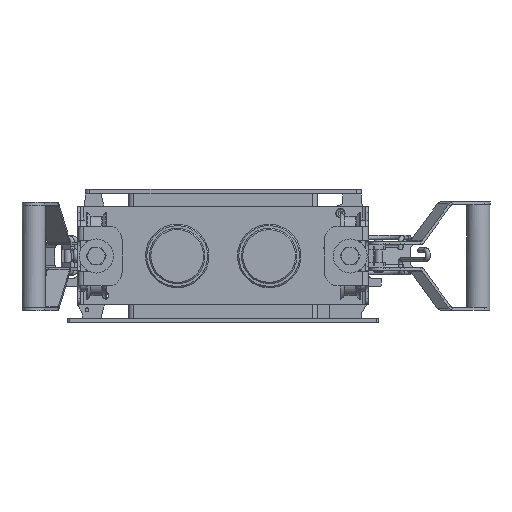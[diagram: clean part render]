
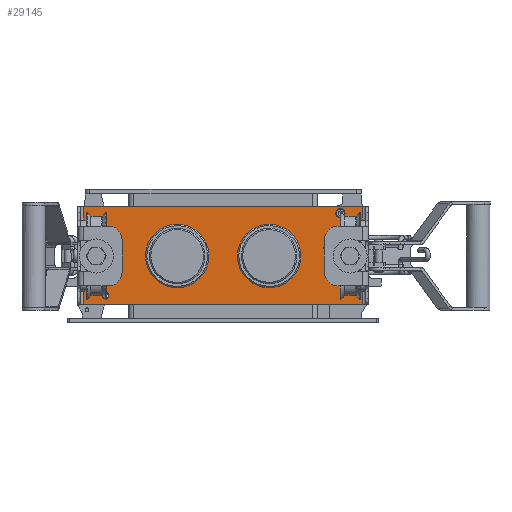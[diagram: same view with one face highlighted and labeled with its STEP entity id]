
A CAD part, front view. The second image highlights one B-rep face of the part: STEP entity #29145.
In plain terms, the highlighted planar face has unit normal (0, -1, 0).
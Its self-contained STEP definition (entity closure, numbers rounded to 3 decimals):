
#465=LINE('',#43527,#2265);
#471=LINE('',#43540,#2271);
#479=LINE('',#43557,#2279);
#487=LINE('',#43574,#2287);
#805=LINE('',#45127,#2605);
#806=LINE('',#45128,#2606);
#807=LINE('',#45132,#2607);
#808=LINE('',#45133,#2608);
#809=LINE('',#45135,#2609);
#810=LINE('',#45137,#2610);
#2265=VECTOR('',#34824,10.);
#2271=VECTOR('',#34832,10.);
#2279=VECTOR('',#34842,10.);
#2287=VECTOR('',#34852,10.);
#2605=VECTOR('',#36212,10.);
#2606=VECTOR('',#36213,10.);
#2607=VECTOR('',#36216,10.);
#2608=VECTOR('',#36217,10.);
#2609=VECTOR('',#36218,10.);
#2610=VECTOR('',#36219,10.);
#4237=PLANE('',#31509);
#5982=FACE_BOUND('',#9327,.T.);
#5983=FACE_BOUND('',#9328,.T.);
#5984=FACE_BOUND('',#9329,.T.);
#5985=FACE_BOUND('',#9330,.T.);
#5986=FACE_BOUND('',#9331,.T.);
#5987=FACE_BOUND('',#9332,.T.);
#7190=FACE_OUTER_BOUND('',#9326,.T.);
#9326=EDGE_LOOP('',(#20911,#20912,#20913,#20914,#20915,#20916,#20917,#20918,
#20919,#20920,#20921,#20922));
#9327=EDGE_LOOP('',(#20923));
#9328=EDGE_LOOP('',(#20924));
#9329=EDGE_LOOP('',(#20925));
#9330=EDGE_LOOP('',(#20926));
#9331=EDGE_LOOP('',(#20927));
#9332=EDGE_LOOP('',(#20928));
#11847=CIRCLE('',#31323,5.);
#11858=CIRCLE('',#31352,3.4);
#11952=CIRCLE('',#31510,17.);
#11953=CIRCLE('',#31511,17.);
#11954=CIRCLE('',#31512,34.5);
#11955=CIRCLE('',#31513,34.5);
#11956=CIRCLE('',#31514,3.4);
#11957=CIRCLE('',#31515,5.);
#13254=VERTEX_POINT('',#43525);
#13255=VERTEX_POINT('',#43526);
#13260=VERTEX_POINT('',#43538);
#13261=VERTEX_POINT('',#43539);
#13268=VERTEX_POINT('',#43555);
#13269=VERTEX_POINT('',#43556);
#13276=VERTEX_POINT('',#43572);
#13277=VERTEX_POINT('',#43573);
#13582=VERTEX_POINT('',#44534);
#13599=VERTEX_POINT('',#44604);
#13777=VERTEX_POINT('',#45129);
#13778=VERTEX_POINT('',#45131);
#13779=VERTEX_POINT('',#45134);
#13780=VERTEX_POINT('',#45136);
#13781=VERTEX_POINT('',#45139);
#13782=VERTEX_POINT('',#45141);
#13783=VERTEX_POINT('',#45143);
#13784=VERTEX_POINT('',#45145);
#15941=EDGE_CURVE('',#13254,#13255,#465,.T.);
#15947=EDGE_CURVE('',#13260,#13261,#471,.T.);
#15955=EDGE_CURVE('',#13268,#13269,#479,.T.);
#15963=EDGE_CURVE('',#13276,#13277,#487,.T.);
#16352=EDGE_CURVE('',#13582,#13582,#11847,.T.);
#16375=EDGE_CURVE('',#13599,#13599,#11858,.T.);
#16585=EDGE_CURVE('',#13255,#13260,#805,.T.);
#16586=EDGE_CURVE('',#13261,#13277,#806,.T.);
#16587=EDGE_CURVE('',#13777,#13276,#11952,.T.);
#16588=EDGE_CURVE('',#13778,#13777,#807,.T.);
#16589=EDGE_CURVE('',#13778,#13269,#808,.T.);
#16590=EDGE_CURVE('',#13268,#13779,#809,.T.);
#16591=EDGE_CURVE('',#13779,#13780,#810,.T.);
#16592=EDGE_CURVE('',#13780,#13254,#11953,.T.);
#16593=EDGE_CURVE('',#13781,#13781,#11954,.T.);
#16594=EDGE_CURVE('',#13782,#13782,#11955,.T.);
#16595=EDGE_CURVE('',#13783,#13783,#11956,.T.);
#16596=EDGE_CURVE('',#13784,#13784,#11957,.T.);
#20911=ORIENTED_EDGE('',*,*,#15941,.T.);
#20912=ORIENTED_EDGE('',*,*,#16585,.T.);
#20913=ORIENTED_EDGE('',*,*,#15947,.T.);
#20914=ORIENTED_EDGE('',*,*,#16586,.T.);
#20915=ORIENTED_EDGE('',*,*,#15963,.F.);
#20916=ORIENTED_EDGE('',*,*,#16587,.F.);
#20917=ORIENTED_EDGE('',*,*,#16588,.F.);
#20918=ORIENTED_EDGE('',*,*,#16589,.T.);
#20919=ORIENTED_EDGE('',*,*,#15955,.F.);
#20920=ORIENTED_EDGE('',*,*,#16590,.T.);
#20921=ORIENTED_EDGE('',*,*,#16591,.T.);
#20922=ORIENTED_EDGE('',*,*,#16592,.T.);
#20923=ORIENTED_EDGE('',*,*,#16593,.F.);
#20924=ORIENTED_EDGE('',*,*,#16594,.F.);
#20925=ORIENTED_EDGE('',*,*,#16595,.F.);
#20926=ORIENTED_EDGE('',*,*,#16375,.F.);
#20927=ORIENTED_EDGE('',*,*,#16596,.T.);
#20928=ORIENTED_EDGE('',*,*,#16352,.T.);
#29145=ADVANCED_FACE('',(#7190,#5982,#5983,#5984,#5985,#5986,#5987),#4237,
 .T.);
#31323=AXIS2_PLACEMENT_3D('',#44535,#35718,#35719);
#31352=AXIS2_PLACEMENT_3D('',#44605,#35782,#35783);
#31509=AXIS2_PLACEMENT_3D('',#45126,#36210,#36211);
#31510=AXIS2_PLACEMENT_3D('',#45130,#36214,#36215);
#31511=AXIS2_PLACEMENT_3D('',#45138,#36220,#36221);
#31512=AXIS2_PLACEMENT_3D('',#45140,#36222,#36223);
#31513=AXIS2_PLACEMENT_3D('',#45142,#36224,#36225);
#31514=AXIS2_PLACEMENT_3D('',#45144,#36226,#36227);
#31515=AXIS2_PLACEMENT_3D('',#45146,#36228,#36229);
#34824=DIRECTION('',(-1.,0.,0.));
#34832=DIRECTION('',(1.,0.,0.));
#34842=DIRECTION('',(1.,0.,0.));
#34852=DIRECTION('',(1.,0.,0.));
#35718=DIRECTION('center_axis',(0.,1.,0.));
#35719=DIRECTION('ref_axis',(-1.,0.,0.));
#35782=DIRECTION('center_axis',(0.,-1.,0.));
#35783=DIRECTION('ref_axis',(1.,0.,0.));
#36210=DIRECTION('center_axis',(0.,-1.,0.));
#36211=DIRECTION('ref_axis',(1.,0.,0.));
#36212=DIRECTION('',(0.,0.,-1.));
#36213=DIRECTION('',(0.,0.,1.));
#36214=DIRECTION('center_axis',(0.,-1.,0.));
#36215=DIRECTION('ref_axis',(0.,0.,
-1.));
#36216=DIRECTION('',(-1.,0.,0.));
#36217=DIRECTION('',(0.,0.,1.));
#36218=DIRECTION('',(0.,0.,-1.));
#36219=DIRECTION('',(1.,0.,0.));
#36220=DIRECTION('center_axis',(0.,1.,0.));
#36221=DIRECTION('ref_axis',(0.,0.,
-1.));
#36222=DIRECTION('center_axis',(0.,-1.,0.));
#36223=DIRECTION('ref_axis',(0.368,0.,0.93));
#36224=DIRECTION('center_axis',(0.,-1.,0.));
#36225=DIRECTION('ref_axis',(0.283,0.,0.959));
#36226=DIRECTION('center_axis',(0.,-1.,0.));
#36227=DIRECTION('ref_axis',(0.997,0.,-0.073));
#36228=DIRECTION('center_axis',(0.,1.,0.));
#36229=DIRECTION('ref_axis',(-1.,0.,0.));
#43525=CARTESIAN_POINT('',(-138.,-118.,-89.5));
#43526=CARTESIAN_POINT('',(-152.,-118.,-89.5));
#43527=CARTESIAN_POINT('',(-155.,-118.,-89.5));
#43538=CARTESIAN_POINT('',(-152.,-118.,-125.));
#43539=CARTESIAN_POINT('',(152.,-118.,-125.));
#43540=CARTESIAN_POINT('',(0.,-118.,-125.));
#43555=CARTESIAN_POINT('',(-152.,-118.,-19.));
#43556=CARTESIAN_POINT('',(152.,-118.,-19.));
#43557=CARTESIAN_POINT('',(155.,-118.,-19.));
#43572=CARTESIAN_POINT('',(138.,-118.,-89.5));
#43573=CARTESIAN_POINT('',(152.,-118.,-89.5));
#43574=CARTESIAN_POINT('',(155.,-118.,-89.5));
#44534=CARTESIAN_POINT('',(119.5,-118.,-64.));
#44535=CARTESIAN_POINT('Origin',(114.5,-118.,-64.));
#44604=CARTESIAN_POINT('',(-131.4,-118.,-95.5));
#44605=CARTESIAN_POINT('Origin',(-128.,-118.,-95.5));
#45126=CARTESIAN_POINT('Origin',(81.707,-118.,-72.046));
#45127=CARTESIAN_POINT('',(-152.,-118.,-80.773));
#45128=CARTESIAN_POINT('',(152.,-118.,-80.773));
#45129=CARTESIAN_POINT('',(138.,-118.,-55.5));
#45130=CARTESIAN_POINT('Origin',(138.,-118.,-72.5));
#45131=CARTESIAN_POINT('',(152.,-118.,-55.5));
#45132=CARTESIAN_POINT('',(138.,-118.,-55.5));
#45133=CARTESIAN_POINT('',(152.,-118.,-45.523));
#45134=CARTESIAN_POINT('',(-152.,-118.,-55.5));
#45135=CARTESIAN_POINT('',(-152.,-118.,-45.523));
#45136=CARTESIAN_POINT('',(-138.,-118.,-55.5));
#45137=CARTESIAN_POINT('',(-138.,-118.,-55.5));
#45138=CARTESIAN_POINT('Origin',(-138.,-118.,-72.5));
#45139=CARTESIAN_POINT('',(17.924,-118.,-59.796));
#45140=CARTESIAN_POINT('Origin',(50.,-118.,-72.5));
#45141=CARTESIAN_POINT('',(-83.09,-118.,-62.739));
#45142=CARTESIAN_POINT('Origin',(-50.,-118.,-72.5));
#45143=CARTESIAN_POINT('',(-131.391,-118.,-115.251));
#45144=CARTESIAN_POINT('Origin',(-128.,-118.,-115.5));
#45145=CARTESIAN_POINT('',(132.5,-118.,-26.));
#45146=CARTESIAN_POINT('Origin',(127.5,-118.,-26.));
